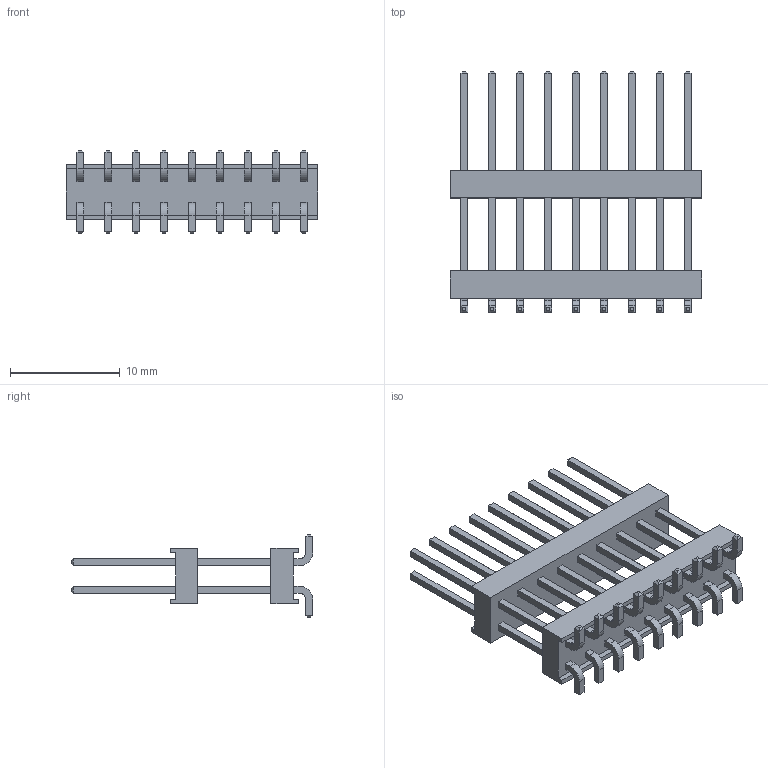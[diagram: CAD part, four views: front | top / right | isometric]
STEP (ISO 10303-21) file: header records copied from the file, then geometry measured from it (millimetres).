
FILE_DESCRIPTION(/* description */ ('STEP AP214'),/* implementation_level */ '2;1');
FILE_NAME(/* name */ 'HW-09-11-F-D-511-SM',/* time_stamp */ '2022-08-11T22:53:07+02:00',/* author */ ('License CC BY-ND 4.0'),/* organization */ ('CADENAS'),/* preprocessor_version */ 'ST-DEVELOPER v18.102',/* originating_system */ 'PARTsolutions',/* authorisation */ ' ');
FILE_SCHEMA (('AUTOMOTIVE_DESIGN {1 0 10303 214 3 1 1}'));
Length unit declared in the file: inch
Products named in the file (4): HW-09-11-F-D-511-SM; _TBHW-09-11-F-D-511-SM; _BBHW-09-11-F-D-511-SM; _PHW-09-11-F-D-511-SM
Assembly tree (3 placements, depth 2):
  HW-09-11-F-D-511-SM
    _TBHW-09-11-F-D-511-SM
    _BBHW-09-11-F-D-511-SM
    _PHW-09-11-F-D-511-SM
Bounding box: 22.86 x 21.97 x 7.49 mm (x, y, z)
Volume: 651.1 mm3; surface area: 2169.4 mm2
Topology: 3 solids, 3 shells, 562 faces, 1428 edges, 904 vertices
Faces by surface type: plane 526, cylinder 36
Entity records: 16701 total; most frequent: CARTESIAN_POINT 2898, ORIENTED_EDGE 2856, DIRECTION 2632, EDGE_CURVE 1428, LINE 1356, VECTOR 1356, VERTEX_POINT 904, EDGE_LOOP 666
